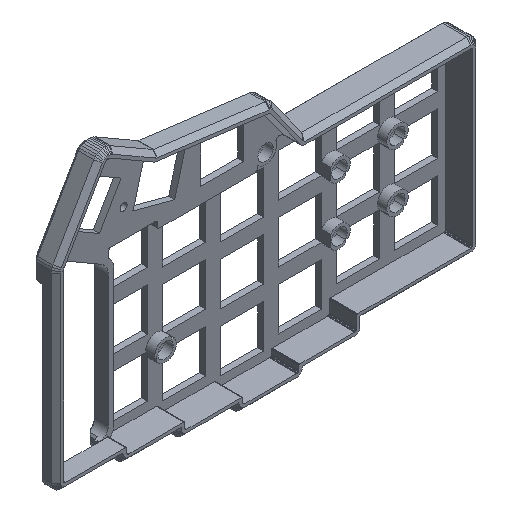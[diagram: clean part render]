
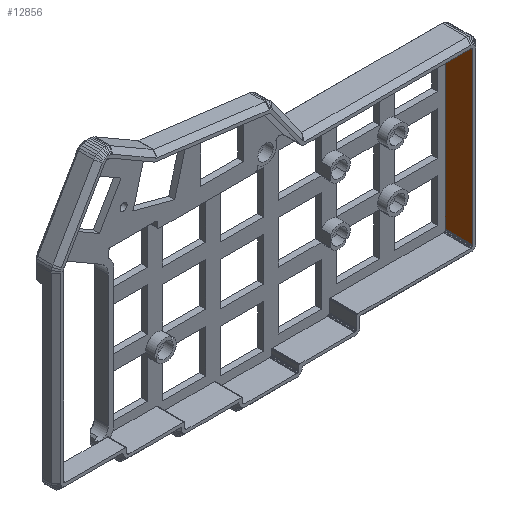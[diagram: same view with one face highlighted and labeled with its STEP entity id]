
A CAD part, isometric view. The second image highlights one B-rep face of the part: STEP entity #12856.
In plain terms, the highlighted planar face has unit normal (-1, 0, 0).
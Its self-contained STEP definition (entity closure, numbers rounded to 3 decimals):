
#556=PLANE('',#13618);
#1249=FACE_OUTER_BOUND('',#1997,.T.);
#1997=EDGE_LOOP('',(#11517,#11518,#11519,#11520,#11521,#11522));
#2759=LINE('',#18344,#4505);
#3222=LINE('',#19317,#4968);
#3225=LINE('',#19323,#4971);
#3466=LINE('',#19808,#5212);
#3652=LINE('',#20179,#5398);
#3653=LINE('',#20181,#5399);
#4505=VECTOR('',#14772,10.);
#4968=VECTOR('',#15589,10.);
#4971=VECTOR('',#15594,10.);
#5212=VECTOR('',#16013,10.);
#5398=VECTOR('',#16379,10.);
#5399=VECTOR('',#16382,10.);
#6219=VERTEX_POINT('',#18341);
#6220=VERTEX_POINT('',#18343);
#6553=VERTEX_POINT('',#19315);
#6554=VERTEX_POINT('',#19319);
#6709=VERTEX_POINT('',#19805);
#6710=VERTEX_POINT('',#19807);
#7507=EDGE_CURVE('',#6219,#6220,#2759,.T.);
#7991=EDGE_CURVE('',#6553,#6219,#3222,.T.);
#7994=EDGE_CURVE('',#6554,#6220,#3225,.T.);
#8235=EDGE_CURVE('',#6710,#6709,#3466,.T.);
#8421=EDGE_CURVE('',#6709,#6554,#3652,.T.);
#8422=EDGE_CURVE('',#6710,#6553,#3653,.T.);
#11517=ORIENTED_EDGE('',*,*,#8235,.T.);
#11518=ORIENTED_EDGE('',*,*,#8421,.T.);
#11519=ORIENTED_EDGE('',*,*,#7994,.T.);
#11520=ORIENTED_EDGE('',*,*,#7507,.F.);
#11521=ORIENTED_EDGE('',*,*,#7991,.F.);
#11522=ORIENTED_EDGE('',*,*,#8422,.F.);
#12856=ADVANCED_FACE('',(#1249),#556,.T.);
#13618=AXIS2_PLACEMENT_3D('',#20180,#16380,#16381);
#14772=DIRECTION('',(0.,0.,1.));
#15589=DIRECTION('',(0.,1.,0.));
#15594=DIRECTION('',(0.,1.,0.));
#16013=DIRECTION('',(0.,0.,1.));
#16379=DIRECTION('',(0.,1.,0.));
#16380=DIRECTION('center_axis',(-1.,0.,0.));
#16381=DIRECTION('ref_axis',(0.,0.,1.));
#16382=DIRECTION('',(0.,1.,0.));
#18341=CARTESIAN_POINT('',(164.3,9.,0.587));
#18343=CARTESIAN_POINT('',(164.3,9.,55.863));
#18344=CARTESIAN_POINT('',(164.3,9.,0.587));
#19315=CARTESIAN_POINT('',(164.3,6.,0.587));
#19317=CARTESIAN_POINT('',(164.3,0.,0.587));
#19319=CARTESIAN_POINT('',(164.3,6.,55.863));
#19323=CARTESIAN_POINT('',(164.3,0.,55.863));
#19805=CARTESIAN_POINT('',(164.3,0.,55.863));
#19807=CARTESIAN_POINT('',(164.3,0.,0.587));
#19808=CARTESIAN_POINT('',(164.3,0.,19.693));
#20179=CARTESIAN_POINT('',(164.3,0.,55.863));
#20180=CARTESIAN_POINT('Origin',(164.3,0.,0.587));
#20181=CARTESIAN_POINT('',(164.3,0.,0.587));
